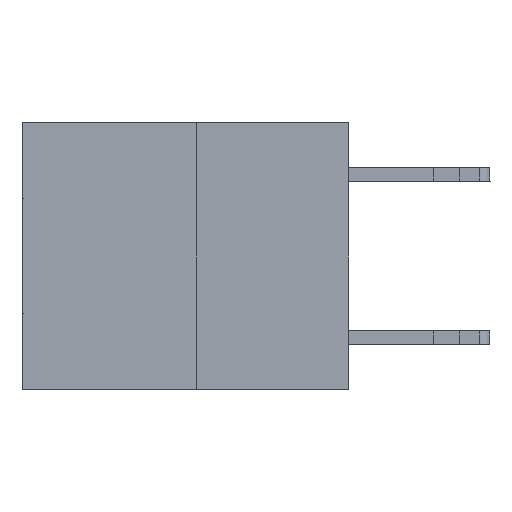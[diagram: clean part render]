
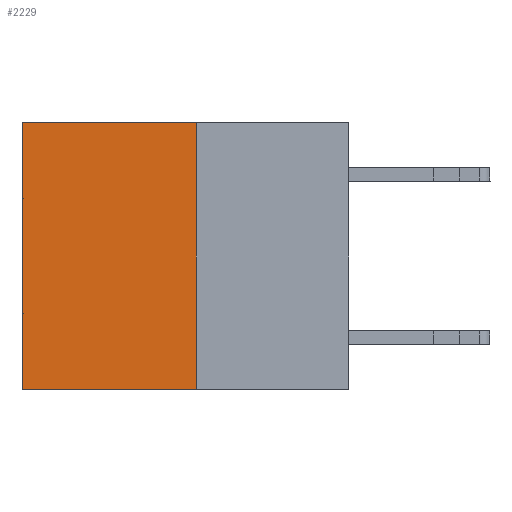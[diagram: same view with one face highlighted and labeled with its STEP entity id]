
A CAD part, left-side view. The second image highlights one B-rep face of the part: STEP entity #2229.
In plain terms, the highlighted planar face has unit normal (-1, 0, 0).
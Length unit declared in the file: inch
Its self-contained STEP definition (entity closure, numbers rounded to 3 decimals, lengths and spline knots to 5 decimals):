
#125 = DIRECTION ( 'NONE',  ( 0., 0., -1. ) ) ;
#1067 = FACE_OUTER_BOUND ( 'NONE', #1612, .T. ) ;
#1424 = ORIENTED_EDGE ( 'NONE', *, *, #25200, .T. ) ;
#1612 = EDGE_LOOP ( 'NONE', ( #1424, #13823, #5240, #9900 ) ) ;
#2229 = ADVANCED_FACE ( 'NONE', ( #1067 ), #14581, .F. ) ;
#2617 = LINE ( 'NONE', #26276, #6330 ) ;
#4624 = AXIS2_PLACEMENT_3D ( 'NONE', #21606, #7235, #125 ) ;
#4815 = LINE ( 'NONE', #16168, #29578 ) ;
#5211 = CARTESIAN_POINT ( 'NONE',  ( 0.3165, 0.28, -0.49 ) ) ;
#5240 = ORIENTED_EDGE ( 'NONE', *, *, #7984, .F. ) ;
#6330 = VECTOR ( 'NONE', #21114, 39.37008 ) ;
#6627 = DIRECTION ( 'NONE',  ( 0., 1., 0. ) ) ;
#7235 = DIRECTION ( 'NONE',  ( 1., 0., 0. ) ) ;
#7352 = VECTOR ( 'NONE', #6627, 39.37008 ) ;
#7984 = EDGE_CURVE ( 'NONE', #20332, #8645, #29057, .T. ) ;
#8645 = VERTEX_POINT ( 'NONE', #5211 ) ;
#9900 = ORIENTED_EDGE ( 'NONE', *, *, #19625, .T. ) ;
#13342 = VERTEX_POINT ( 'NONE', #14754 ) ;
#13823 = ORIENTED_EDGE ( 'NONE', *, *, #24466, .F. ) ;
#14581 = PLANE ( 'NONE',  #4624 ) ;
#14754 = CARTESIAN_POINT ( 'NONE',  ( 0.3165, 0.6, -0.49 ) ) ;
#16168 = CARTESIAN_POINT ( 'NONE',  ( 0.3165, 0.6, -0.49 ) ) ;
#16386 = DIRECTION ( 'NONE',  ( 0., 0., -1. ) ) ;
#18811 = CARTESIAN_POINT ( 'NONE',  ( 0.3165, 0.28, 0. ) ) ;
#19625 = EDGE_CURVE ( 'NONE', #20332, #21597, #23117, .T. ) ;
#20332 = VERTEX_POINT ( 'NONE', #18811 ) ;
#21114 = DIRECTION ( 'NONE',  ( 0., 1., 0. ) ) ;
#21597 = VERTEX_POINT ( 'NONE', #22734 ) ;
#21606 = CARTESIAN_POINT ( 'NONE',  ( 0.3165, 0.28, -0.49 ) ) ;
#22341 = DIRECTION ( 'NONE',  ( 0., 0., -1. ) ) ;
#22625 = VECTOR ( 'NONE', #22341, 39.37008 ) ;
#22734 = CARTESIAN_POINT ( 'NONE',  ( 0.3165, 0.6, 0. ) ) ;
#23117 = LINE ( 'NONE', #25718, #7352 ) ;
#24466 = EDGE_CURVE ( 'NONE', #8645, #13342, #2617, .T. ) ;
#25200 = EDGE_CURVE ( 'NONE', #21597, #13342, #4815, .T. ) ;
#25718 = CARTESIAN_POINT ( 'NONE',  ( 0.3165, 0.28, 0. ) ) ;
#26276 = CARTESIAN_POINT ( 'NONE',  ( 0.3165, 0.28, -0.49 ) ) ;
#28571 = CARTESIAN_POINT ( 'NONE',  ( 0.3165, 0.28, -0.49 ) ) ;
#29057 = LINE ( 'NONE', #28571, #22625 ) ;
#29578 = VECTOR ( 'NONE', #16386, 39.37008 ) ;
